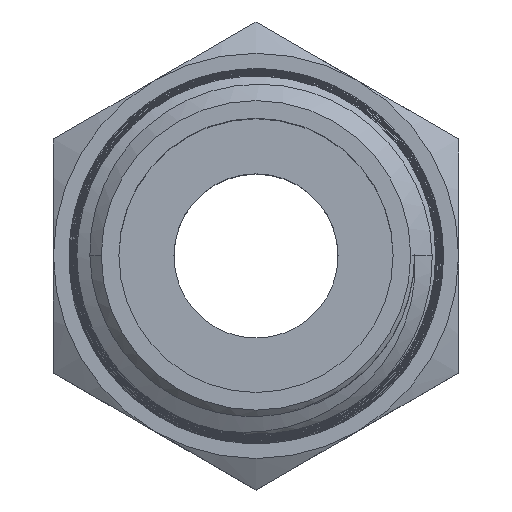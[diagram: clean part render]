
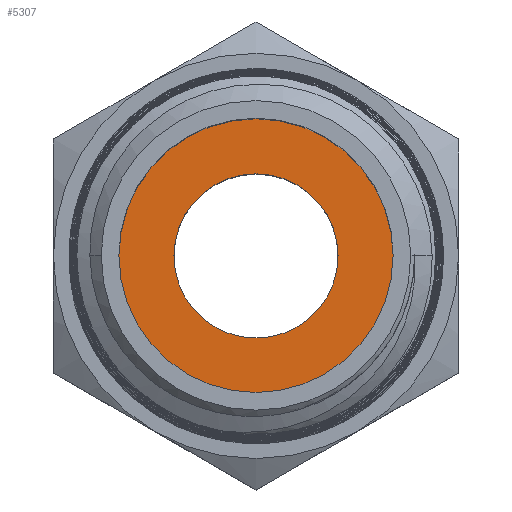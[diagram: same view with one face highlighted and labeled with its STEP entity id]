
A CAD part, top view. The second image highlights one B-rep face of the part: STEP entity #5307.
In plain terms, the highlighted planar face has unit normal (0, 0, 1).
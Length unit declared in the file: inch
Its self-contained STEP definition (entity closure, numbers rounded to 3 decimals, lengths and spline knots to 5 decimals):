
#25 = CIRCLE ( 'NONE', #6083, 0.1475 ) ;
#349 = ORIENTED_EDGE ( 'NONE', *, *, #1080, .F. ) ;
#431 = FACE_BOUND ( 'NONE', #6908, .T. ) ;
#478 = CARTESIAN_POINT ( 'NONE',  ( 0., 0., 0.31392 ) ) ;
#632 = CIRCLE ( 'NONE', #5389, 0.1475 ) ;
#666 = DIRECTION ( 'NONE',  ( 0., 0., 1. ) ) ;
#1080 = EDGE_CURVE ( 'NONE', #3438, #1737, #7071, .T. ) ;
#1518 = DIRECTION ( 'NONE',  ( 1., 0., 0. ) ) ;
#1737 = VERTEX_POINT ( 'NONE', #4724 ) ;
#1794 = EDGE_CURVE ( 'NONE', #3284, #3778, #632, .T. ) ;
#1938 = AXIS2_PLACEMENT_3D ( 'NONE', #3593, #5876, #3131 ) ;
#2070 = DIRECTION ( 'NONE',  ( 0., 0., -1. ) ) ;
#2072 = CARTESIAN_POINT ( 'NONE',  ( -0.1475, 0., 0.31392 ) ) ;
#2081 = CARTESIAN_POINT ( 'NONE',  ( 0., 0., 0.31392 ) ) ;
#2118 = CARTESIAN_POINT ( 'NONE',  ( 0.1475, 0., 0.31392 ) ) ;
#2335 = ORIENTED_EDGE ( 'NONE', *, *, #5861, .F. ) ;
#2712 = FACE_OUTER_BOUND ( 'NONE', #5248, .T. ) ;
#2914 = CIRCLE ( 'NONE', #5416, 0.2465 ) ;
#3131 = DIRECTION ( 'NONE',  ( -1., 0., 0. ) ) ;
#3143 = AXIS2_PLACEMENT_3D ( 'NONE', #2081, #4961, #1518 ) ;
#3161 = ORIENTED_EDGE ( 'NONE', *, *, #3405, .F. ) ;
#3284 = VERTEX_POINT ( 'NONE', #2072 ) ;
#3323 = DIRECTION ( 'NONE',  ( 0., 0., 1. ) ) ;
#3388 = CARTESIAN_POINT ( 'NONE',  ( -0.2465, 0., 0.31392 ) ) ;
#3405 = EDGE_CURVE ( 'NONE', #3778, #3284, #25, .T. ) ;
#3438 = VERTEX_POINT ( 'NONE', #3388 ) ;
#3593 = CARTESIAN_POINT ( 'NONE',  ( 0., 0., 0.31392 ) ) ;
#3754 = DIRECTION ( 'NONE',  ( -1., 0., 0. ) ) ;
#3778 = VERTEX_POINT ( 'NONE', #2118 ) ;
#3885 = DIRECTION ( 'NONE',  ( 1., 0., 0. ) ) ;
#4112 = DIRECTION ( 'NONE',  ( 1., 0., 0. ) ) ;
#4724 = CARTESIAN_POINT ( 'NONE',  ( 0.2465, 0., 0.31392 ) ) ;
#4776 = ORIENTED_EDGE ( 'NONE', *, *, #1794, .F. ) ;
#4961 = DIRECTION ( 'NONE',  ( 0., 0., 1. ) ) ;
#5248 = EDGE_LOOP ( 'NONE', ( #2335, #349 ) ) ;
#5307 = ADVANCED_FACE ( 'NONE', ( #2712, #431 ), #5443, .T. ) ;
#5389 = AXIS2_PLACEMENT_3D ( 'NONE', #478, #3323, #3885 ) ;
#5416 = AXIS2_PLACEMENT_3D ( 'NONE', #6665, #2070, #3754 ) ;
#5443 = PLANE ( 'NONE',  #3143 ) ;
#5861 = EDGE_CURVE ( 'NONE', #1737, #3438, #2914, .T. ) ;
#5876 = DIRECTION ( 'NONE',  ( 0., 0., -1. ) ) ;
#6083 = AXIS2_PLACEMENT_3D ( 'NONE', #6910, #666, #4112 ) ;
#6665 = CARTESIAN_POINT ( 'NONE',  ( 0., 0., 0.31392 ) ) ;
#6908 = EDGE_LOOP ( 'NONE', ( #4776, #3161 ) ) ;
#6910 = CARTESIAN_POINT ( 'NONE',  ( 0., 0., 0.31392 ) ) ;
#7071 = CIRCLE ( 'NONE', #1938, 0.2465 ) ;
